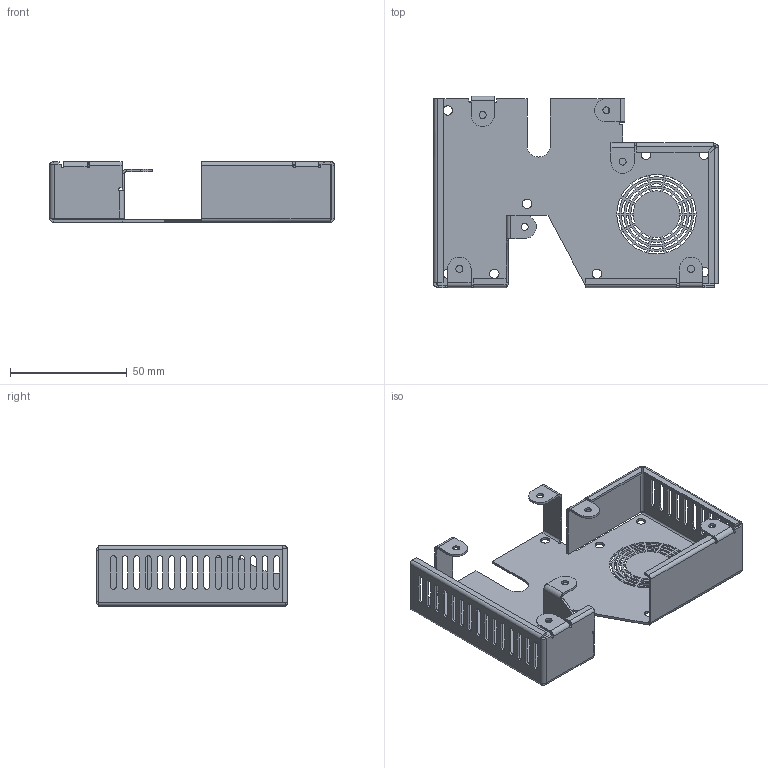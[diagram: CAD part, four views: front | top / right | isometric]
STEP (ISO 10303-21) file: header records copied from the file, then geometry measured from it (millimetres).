
FILE_DESCRIPTION(('CAx-IF Rec.Pracs.---Model Styling and Organization---1.5---2016-08-15','CAx-IF Rec.Pracs.---Geometric and Assembly Validation Properties---4.4---2016-08-17','CAx-IF Rec.Pracs.---User Defined Attributes---1.5---2016-08-15','CAx-IF Rec.Pracs.---External References---2.1---2005-01-19'),'2;1');
FILE_NAME('Part2.stp','2021-06-24T17:36:09',('Unspecified'),('Unspecified'),'CAD Exchanger 3.9.3 (cadexchanger.com)','Unspecified','');
FILE_SCHEMA(('AUTOMOTIVE_DESIGN { 1 0 10303 214 1 1 1 1 }'));
Length unit declared in the file: millimetre
Products named in the file (1): Part2
Bounding box: 122 x 82 x 26 mm (x, y, z)
Volume: 15434.4 mm3; surface area: 33679.2 mm2
Topology: 1 solids, 1 shells, 553 faces, 1519 edges, 968 vertices
Faces by surface type: plane 307, cylinder 241, bspline 5
Full cylindrical faces by diameter (mm): 3 x6, 4 x9
Entity records: 18069 total; most frequent: CARTESIAN_POINT 3295, DIRECTION 3073, ORIENTED_EDGE 3038, EDGE_CURVE 1519, AXIS2_PLACEMENT_3D 1039, LINE 995, VECTOR 995, VERTEX_POINT 968
